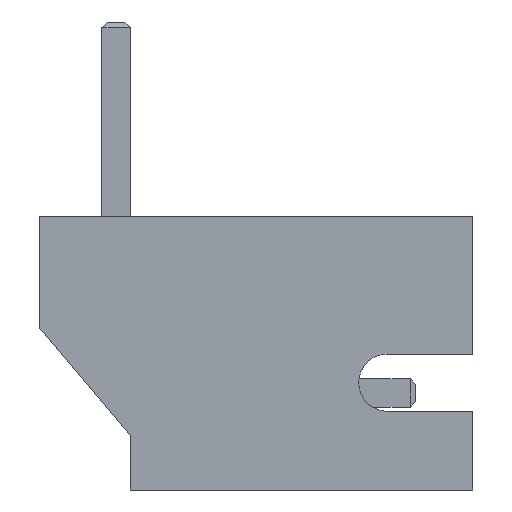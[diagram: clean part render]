
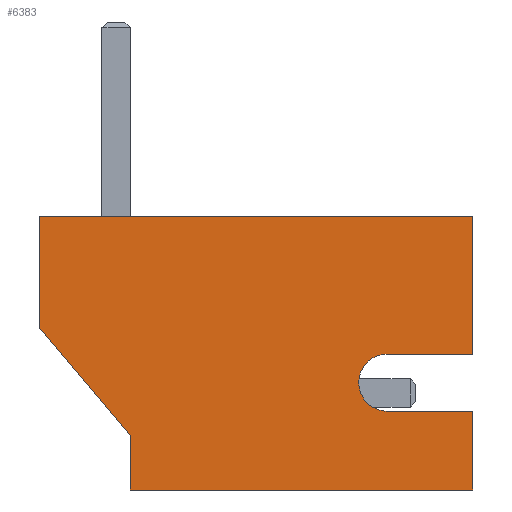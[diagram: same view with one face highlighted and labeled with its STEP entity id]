
A CAD part, left-side view. The second image highlights one B-rep face of the part: STEP entity #6383.
In plain terms, the highlighted planar face has unit normal (-1, 0, 0).
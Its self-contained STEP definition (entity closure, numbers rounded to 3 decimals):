
#102 = VECTOR ( 'NONE', #3798, 1000. ) ;
#300 = LINE ( 'NONE', #7166, #5710 ) ;
#324 = DIRECTION ( 'NONE',  ( -1., 0., 0. ) ) ;
#399 = VECTOR ( 'NONE', #8713, 1000. ) ;
#416 = EDGE_CURVE ( 'NONE', #9596, #5478, #6603, .T. ) ;
#1054 = CARTESIAN_POINT ( 'NONE',  ( -1.95, 0., -6.25 ) ) ;
#1094 = CARTESIAN_POINT ( 'NONE',  ( -1.95, 2.42, -4.75 ) ) ;
#1112 = LINE ( 'NONE', #4493, #7705 ) ;
#1155 = CARTESIAN_POINT ( 'NONE',  ( -1.95, 2.42, -6.25 ) ) ;
#1318 = DIRECTION ( 'NONE',  ( 0., 1., 0. ) ) ;
#1363 = ORIENTED_EDGE ( 'NONE', *, *, #8311, .T. ) ;
#1567 = CARTESIAN_POINT ( 'NONE',  ( -1.95, 1.95, 1.35 ) ) ;
#1598 = DIRECTION ( 'NONE',  ( 0., 1., 0. ) ) ;
#1771 = EDGE_CURVE ( 'NONE', #5655, #1988, #1112, .T. ) ;
#1807 = CARTESIAN_POINT ( 'NONE',  ( -1.95, 4.8, -6.25 ) ) ;
#1988 = VERTEX_POINT ( 'NONE', #3712 ) ;
#2243 = FACE_OUTER_BOUND ( 'NONE', #6100, .T. ) ;
#2455 = EDGE_CURVE ( 'NONE', #5279, #5655, #2659, .T. ) ;
#2659 = LINE ( 'NONE', #1807, #6012 ) ;
#2730 = VERTEX_POINT ( 'NONE', #3570 ) ;
#2809 = VERTEX_POINT ( 'NONE', #4652 ) ;
#2878 = DIRECTION ( 'NONE',  ( 0., 1., 0. ) ) ;
#3147 = CARTESIAN_POINT ( 'NONE',  ( -1.95, 4.8, -6.25 ) ) ;
#3208 = CARTESIAN_POINT ( 'NONE',  ( -1.95, 3.85, -0.25 ) ) ;
#3517 = VERTEX_POINT ( 'NONE', #4552 ) ;
#3570 = CARTESIAN_POINT ( 'NONE',  ( -1.95, 3.42, -4.75 ) ) ;
#3712 = CARTESIAN_POINT ( 'NONE',  ( -1.95, 4.8, -0.25 ) ) ;
#3714 = LINE ( 'NONE', #1054, #3952 ) ;
#3727 = EDGE_CURVE ( 'NONE', #5478, #1988, #300, .T. ) ;
#3798 = DIRECTION ( 'NONE',  ( 0., 1., 0. ) ) ;
#3912 = LINE ( 'NONE', #7896, #102 ) ;
#3946 = CIRCLE ( 'NONE', #9145, 0.5 ) ;
#3952 = VECTOR ( 'NONE', #6316, 1000. ) ;
#3966 = PLANE ( 'NONE',  #10300 ) ;
#4128 = EDGE_CURVE ( 'NONE', #2809, #9596, #3912, .T. ) ;
#4265 = LINE ( 'NONE', #9254, #9825 ) ;
#4275 = CARTESIAN_POINT ( 'NONE',  ( -1.95, 0., -6.25 ) ) ;
#4320 = ORIENTED_EDGE ( 'NONE', *, *, #416, .T. ) ;
#4379 = VERTEX_POINT ( 'NONE', #4275 ) ;
#4493 = CARTESIAN_POINT ( 'NONE',  ( -1.95, 4.8, -6.25 ) ) ;
#4552 = CARTESIAN_POINT ( 'NONE',  ( -1.95, 2.42, -6.25 ) ) ;
#4652 = CARTESIAN_POINT ( 'NONE',  ( -1.95, 0., 1.35 ) ) ;
#4733 = ORIENTED_EDGE ( 'NONE', *, *, #5560, .F. ) ;
#4833 = DIRECTION ( 'NONE',  ( 0., 0.765, -0.644 ) ) ;
#4974 = ORIENTED_EDGE ( 'NONE', *, *, #2455, .F. ) ;
#5121 = EDGE_CURVE ( 'NONE', #2730, #5279, #5360, .T. ) ;
#5160 = DIRECTION ( 'NONE',  ( 0., 1., 0. ) ) ;
#5279 = VERTEX_POINT ( 'NONE', #8482 ) ;
#5318 = EDGE_CURVE ( 'NONE', #3517, #5649, #6951, .T. ) ;
#5360 = LINE ( 'NONE', #7945, #399 ) ;
#5478 = VERTEX_POINT ( 'NONE', #8975 ) ;
#5535 = ORIENTED_EDGE ( 'NONE', *, *, #5318, .F. ) ;
#5560 = EDGE_CURVE ( 'NONE', #4379, #3517, #4265, .T. ) ;
#5649 = VERTEX_POINT ( 'NONE', #1094 ) ;
#5655 = VERTEX_POINT ( 'NONE', #8626 ) ;
#5710 = VECTOR ( 'NONE', #1318, 1000. ) ;
#6012 = VECTOR ( 'NONE', #5160, 1000. ) ;
#6059 = ORIENTED_EDGE ( 'NONE', *, *, #7887, .F. ) ;
#6100 = EDGE_LOOP ( 'NONE', ( #4974, #7317, #6059, #5535, #4733, #1363, #7234, #4320, #9101, #6206 ) ) ;
#6206 = ORIENTED_EDGE ( 'NONE', *, *, #1771, .F. ) ;
#6316 = DIRECTION ( 'NONE',  ( 0., 0., 1. ) ) ;
#6383 = ADVANCED_FACE ( 'NONE', ( #2243 ), #3966, .F. ) ;
#6445 = DIRECTION ( 'NONE',  ( 1., 0., 0. ) ) ;
#6490 = DIRECTION ( 'NONE',  ( 0., -1., 0. ) ) ;
#6603 = LINE ( 'NONE', #3208, #10607 ) ;
#6951 = LINE ( 'NONE', #1155, #10707 ) ;
#7166 = CARTESIAN_POINT ( 'NONE',  ( -1.95, 4.8, -0.25 ) ) ;
#7234 = ORIENTED_EDGE ( 'NONE', *, *, #4128, .T. ) ;
#7317 = ORIENTED_EDGE ( 'NONE', *, *, #5121, .F. ) ;
#7705 = VECTOR ( 'NONE', #7772, 1000. ) ;
#7772 = DIRECTION ( 'NONE',  ( 0., 0., 1. ) ) ;
#7887 = EDGE_CURVE ( 'NONE', #5649, #2730, #3946, .T. ) ;
#7896 = CARTESIAN_POINT ( 'NONE',  ( -1.95, 0., 1.35 ) ) ;
#7945 = CARTESIAN_POINT ( 'NONE',  ( -1.95, 3.42, -6.25 ) ) ;
#8311 = EDGE_CURVE ( 'NONE', #4379, #2809, #3714, .T. ) ;
#8482 = CARTESIAN_POINT ( 'NONE',  ( -1.95, 3.42, -6.25 ) ) ;
#8626 = CARTESIAN_POINT ( 'NONE',  ( -1.95, 4.8, -6.25 ) ) ;
#8713 = DIRECTION ( 'NONE',  ( 0., 0., -1. ) ) ;
#8725 = CARTESIAN_POINT ( 'NONE',  ( -1.95, 2.92, -4.75 ) ) ;
#8975 = CARTESIAN_POINT ( 'NONE',  ( -1.95, 3.85, -0.25 ) ) ;
#9101 = ORIENTED_EDGE ( 'NONE', *, *, #3727, .T. ) ;
#9145 = AXIS2_PLACEMENT_3D ( 'NONE', #8725, #324, #2878 ) ;
#9254 = CARTESIAN_POINT ( 'NONE',  ( -1.95, 4.8, -6.25 ) ) ;
#9596 = VERTEX_POINT ( 'NONE', #1567 ) ;
#9825 = VECTOR ( 'NONE', #1598, 1000. ) ;
#10201 = DIRECTION ( 'NONE',  ( 0., 0., 1. ) ) ;
#10300 = AXIS2_PLACEMENT_3D ( 'NONE', #3147, #6445, #6490 ) ;
#10607 = VECTOR ( 'NONE', #4833, 1000. ) ;
#10707 = VECTOR ( 'NONE', #10201, 1000. ) ;
